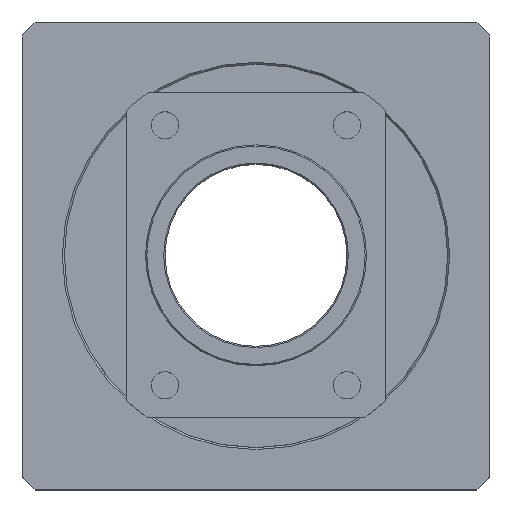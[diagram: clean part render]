
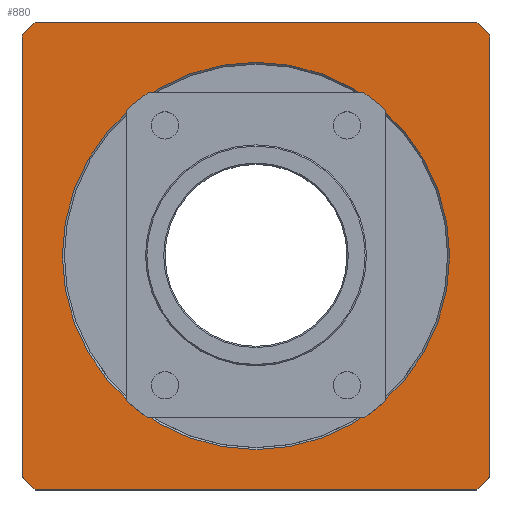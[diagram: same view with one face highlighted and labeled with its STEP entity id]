
A CAD part, top view. The second image highlights one B-rep face of the part: STEP entity #880.
In plain terms, the highlighted planar face has unit normal (0, 0, 1).
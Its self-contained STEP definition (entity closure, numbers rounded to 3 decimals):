
#45=LINE($,#1711,#87);
#49=LINE($,#1719,#91);
#50=LINE($,#1721,#92);
#51=LINE($,#1723,#93);
#52=LINE($,#1725,#94);
#53=LINE($,#1727,#95);
#54=LINE($,#1729,#96);
#55=LINE($,#1730,#97);
#87=VECTOR($,#1186,2.828);
#91=VECTOR($,#1192,68.);
#92=VECTOR($,#1193,2.828);
#93=VECTOR($,#1194,68.);
#94=VECTOR($,#1195,2.828);
#95=VECTOR($,#1196,68.);
#96=VECTOR($,#1197,2.828);
#97=VECTOR($,#1198,68.);
#147=FACE_OUTER_BOUND($,#327,.T.);
#233=FACE_BOUND($,#328,.T.);
#327=EDGE_LOOP($,(#702,#703,#704,#705,#706,#707,#708,#709));
#328=EDGE_LOOP($,(#710));
#388=CIRCLE($,#982,29.8);
#448=VERTEX_POINT($,#1709);
#449=VERTEX_POINT($,#1710);
#452=VERTEX_POINT($,#1718);
#453=VERTEX_POINT($,#1720);
#454=VERTEX_POINT($,#1722);
#455=VERTEX_POINT($,#1724);
#456=VERTEX_POINT($,#1726);
#457=VERTEX_POINT($,#1728);
#458=VERTEX_POINT($,#1731);
#536=EDGE_CURVE($,#448,#449,#45,.T.);
#540=EDGE_CURVE($,#452,#448,#49,.T.);
#541=EDGE_CURVE($,#453,#452,#50,.T.);
#542=EDGE_CURVE($,#454,#453,#51,.T.);
#543=EDGE_CURVE($,#455,#454,#52,.T.);
#544=EDGE_CURVE($,#456,#455,#53,.T.);
#545=EDGE_CURVE($,#457,#456,#54,.T.);
#546=EDGE_CURVE($,#449,#457,#55,.T.);
#547=EDGE_CURVE($,#458,#458,#388,.T.);
#702=ORIENTED_EDGE($,*,*,#536,.F.);
#703=ORIENTED_EDGE($,*,*,#540,.F.);
#704=ORIENTED_EDGE($,*,*,#541,.F.);
#705=ORIENTED_EDGE($,*,*,#542,.F.);
#706=ORIENTED_EDGE($,*,*,#543,.F.);
#707=ORIENTED_EDGE($,*,*,#544,.F.);
#708=ORIENTED_EDGE($,*,*,#545,.F.);
#709=ORIENTED_EDGE($,*,*,#546,.F.);
#710=ORIENTED_EDGE($,*,*,#547,.F.);
#772=PLANE($,#981);
#880=ADVANCED_FACE($,(#147,#233),#772,.T.);
#981=AXIS2_PLACEMENT_3D($,#1717,#1190,#1191);
#982=AXIS2_PLACEMENT_3D($,#1732,#1199,#1200);
#1186=DIRECTION($,(-0.707,0.707,0.));
#1190=DIRECTION('center_axis',(0.,0.,1.));
#1191=DIRECTION('ref_axis',(1.,0.,0.));
#1192=DIRECTION($,(-1.,0.,0.));
#1193=DIRECTION($,(-0.707,-0.707,0.));
#1194=DIRECTION($,(0.,-1.,0.));
#1195=DIRECTION($,(0.707,-0.707,0.));
#1196=DIRECTION($,(1.,0.,0.));
#1197=DIRECTION($,(0.707,0.707,0.));
#1198=DIRECTION($,(0.,1.,0.));
#1199=DIRECTION('center_axis',(0.,0.,1.));
#1200=DIRECTION('ref_axis',(-1.,0.,0.));
#1709=CARTESIAN_POINT('',(-34.,-36.,12.));
#1710=CARTESIAN_POINT('',(-36.,-34.,12.));
#1711=CARTESIAN_POINT($,(-35.,-35.,12.));
#1717=CARTESIAN_POINT('Origin',(0.,0.,
12.));
#1718=CARTESIAN_POINT('',(34.,-36.,12.));
#1719=CARTESIAN_POINT($,(36.,-36.,12.));
#1720=CARTESIAN_POINT('',(36.,-34.,12.));
#1721=CARTESIAN_POINT($,(35.,-35.,12.));
#1722=CARTESIAN_POINT('',(36.,34.,12.));
#1723=CARTESIAN_POINT($,(36.,36.,12.));
#1724=CARTESIAN_POINT('',(34.,36.,12.));
#1725=CARTESIAN_POINT($,(35.,35.,12.));
#1726=CARTESIAN_POINT('',(-34.,36.,12.));
#1727=CARTESIAN_POINT($,(-36.,36.,12.));
#1728=CARTESIAN_POINT('',(-36.,34.,12.));
#1729=CARTESIAN_POINT($,(-35.,35.,12.));
#1730=CARTESIAN_POINT($,(-36.,-36.,12.));
#1731=CARTESIAN_POINT('',(29.8,0.,12.));
#1732=CARTESIAN_POINT('Origin',(0.,0.,12.));
